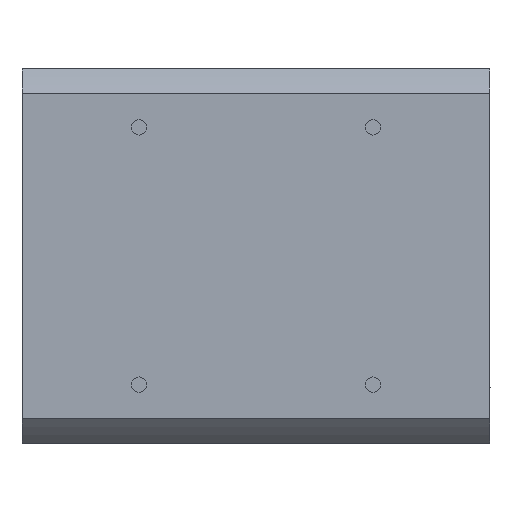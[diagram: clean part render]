
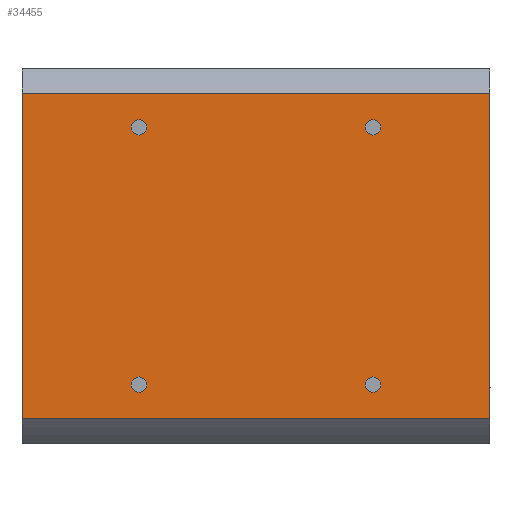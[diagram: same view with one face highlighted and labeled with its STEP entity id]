
A CAD part, front view. The second image highlights one B-rep face of the part: STEP entity #34455.
In plain terms, the highlighted planar face has unit normal (0, -1, 0).
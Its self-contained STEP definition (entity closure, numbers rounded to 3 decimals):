
#1573 = DIRECTION ( 'NONE',  ( 0., 0., -1. ) ) ;
#2351 = AXIS2_PLACEMENT_3D ( 'NONE', #35266, #5383, #56485 ) ;
#2892 = FACE_BOUND ( 'NONE', #58729, .T. ) ;
#2954 = EDGE_LOOP ( 'NONE', ( #32806, #51950 ) ) ;
#3809 = CARTESIAN_POINT ( 'NONE',  ( 75.095, -40., 27.5 ) ) ;
#5215 = FACE_BOUND ( 'NONE', #2954, .T. ) ;
#5383 = DIRECTION ( 'NONE',  ( 0., 1., 0. ) ) ;
#6764 = VERTEX_POINT ( 'NONE', #45468 ) ;
#8209 = VERTEX_POINT ( 'NONE', #54066 ) ;
#8296 = VERTEX_POINT ( 'NONE', #70402 ) ;
#8360 = CARTESIAN_POINT ( 'NONE',  ( 100.095, -40., -34.771 ) ) ;
#9079 = LINE ( 'NONE', #8360, #63069 ) ;
#9215 = DIRECTION ( 'NONE',  ( 1., 0., 0. ) ) ;
#9311 = DIRECTION ( 'NONE',  ( 0., 0., 1. ) ) ;
#11853 = DIRECTION ( 'NONE',  ( 0., 1., 0. ) ) ;
#12522 = VECTOR ( 'NONE', #1573, 1000. ) ;
#12970 = CIRCLE ( 'NONE', #23897, 1.65 ) ;
#12989 = EDGE_CURVE ( 'NONE', #18103, #46676, #91903, .T. ) ;
#14379 = CARTESIAN_POINT ( 'NONE',  ( 0.095, -40., 34.771 ) ) ;
#14694 = DIRECTION ( 'NONE',  ( 0., -1., 0. ) ) ;
#15334 = VERTEX_POINT ( 'NONE', #37216 ) ;
#15642 = DIRECTION ( 'NONE',  ( 0., 0., -1. ) ) ;
#16390 = DIRECTION ( 'NONE',  ( 0., 1., 0. ) ) ;
#17444 = CARTESIAN_POINT ( 'NONE',  ( 75.095, -40., 25.85 ) ) ;
#18103 = VERTEX_POINT ( 'NONE', #19149 ) ;
#18213 = CARTESIAN_POINT ( 'NONE',  ( 75.095, -40., 27.5 ) ) ;
#18606 = DIRECTION ( 'NONE',  ( 0., 0., 1. ) ) ;
#18879 = EDGE_CURVE ( 'NONE', #8296, #86486, #73756, .T. ) ;
#19149 = CARTESIAN_POINT ( 'NONE',  ( 25.095, -40., -25.85 ) ) ;
#21603 = CIRCLE ( 'NONE', #49132, 1.65 ) ;
#22426 = EDGE_CURVE ( 'NONE', #8209, #52284, #71263, .T. ) ;
#22610 = LINE ( 'NONE', #63569, #78957 ) ;
#22825 = LINE ( 'NONE', #82551, #12522 ) ;
#23897 = AXIS2_PLACEMENT_3D ( 'NONE', #3809, #47226, #18606 ) ;
#24055 = EDGE_CURVE ( 'NONE', #77346, #86944, #21603, .T. ) ;
#25207 = DIRECTION ( 'NONE',  ( 0., 0., -1. ) ) ;
#25586 = DIRECTION ( 'NONE',  ( 0., 0., -1. ) ) ;
#26310 = CARTESIAN_POINT ( 'NONE',  ( 75.095, -40., -27.5 ) ) ;
#28789 = VECTOR ( 'NONE', #9215, 1000. ) ;
#29134 = AXIS2_PLACEMENT_3D ( 'NONE', #18213, #69580, #25586 ) ;
#30346 = AXIS2_PLACEMENT_3D ( 'NONE', #35434, #43472, #42849 ) ;
#30511 = DIRECTION ( 'NONE',  ( -1., 0., 0. ) ) ;
#31052 = AXIS2_PLACEMENT_3D ( 'NONE', #68886, #69823, #25207 ) ;
#32806 = ORIENTED_EDGE ( 'NONE', *, *, #43895, .T. ) ;
#33562 = CARTESIAN_POINT ( 'NONE',  ( 75.095, -40., -25.85 ) ) ;
#34180 = CARTESIAN_POINT ( 'NONE',  ( 25.095, -40., -27.5 ) ) ;
#34218 = EDGE_CURVE ( 'NONE', #86944, #77346, #92619, .T. ) ;
#34455 = ADVANCED_FACE ( 'NONE', ( #48934, #5215, #81063, #61518, #2892 ), #58725, .T. ) ;
#35266 = CARTESIAN_POINT ( 'NONE',  ( 25.095, -40., 27.5 ) ) ;
#35434 = CARTESIAN_POINT ( 'NONE',  ( 25.095, -40., 27.5 ) ) ;
#37040 = EDGE_CURVE ( 'NONE', #8209, #84487, #22610, .T. ) ;
#37216 = CARTESIAN_POINT ( 'NONE',  ( 75.095, -40., 29.15 ) ) ;
#37489 = CARTESIAN_POINT ( 'NONE',  ( 100.095, -40., -40. ) ) ;
#37977 = AXIS2_PLACEMENT_3D ( 'NONE', #34180, #40624, #71110 ) ;
#39011 = EDGE_CURVE ( 'NONE', #15334, #76598, #12970, .T. ) ;
#40624 = DIRECTION ( 'NONE',  ( 0., 1., 0. ) ) ;
#42849 = DIRECTION ( 'NONE',  ( 0., 0., -1. ) ) ;
#43472 = DIRECTION ( 'NONE',  ( 0., 1., 0. ) ) ;
#43895 = EDGE_CURVE ( 'NONE', #76598, #15334, #76193, .T. ) ;
#45468 = CARTESIAN_POINT ( 'NONE',  ( 100.095, -40., -34.771 ) ) ;
#46676 = VERTEX_POINT ( 'NONE', #77013 ) ;
#47226 = DIRECTION ( 'NONE',  ( 0., 1., 0. ) ) ;
#47791 = EDGE_LOOP ( 'NONE', ( #69683, #56830 ) ) ;
#48934 = FACE_OUTER_BOUND ( 'NONE', #54027, .T. ) ;
#49132 = AXIS2_PLACEMENT_3D ( 'NONE', #60056, #16390, #9311 ) ;
#49740 = ORIENTED_EDGE ( 'NONE', *, *, #84364, .F. ) ;
#50639 = ORIENTED_EDGE ( 'NONE', *, *, #91678, .F. ) ;
#51950 = ORIENTED_EDGE ( 'NONE', *, *, #39011, .T. ) ;
#52284 = VERTEX_POINT ( 'NONE', #90065 ) ;
#54027 = EDGE_LOOP ( 'NONE', ( #49740, #50639, #74748, #85515 ) ) ;
#54066 = CARTESIAN_POINT ( 'NONE',  ( 0.095, -40., 34.771 ) ) ;
#56485 = DIRECTION ( 'NONE',  ( 0., 0., 1. ) ) ;
#56830 = ORIENTED_EDGE ( 'NONE', *, *, #24055, .T. ) ;
#58725 = PLANE ( 'NONE',  #68640 ) ;
#58729 = EDGE_LOOP ( 'NONE', ( #85552, #85729 ) ) ;
#60056 = CARTESIAN_POINT ( 'NONE',  ( 75.095, -40., -27.5 ) ) ;
#60061 = AXIS2_PLACEMENT_3D ( 'NONE', #26310, #11853, #78015 ) ;
#60788 = CIRCLE ( 'NONE', #2351, 1.65 ) ;
#61518 = FACE_BOUND ( 'NONE', #47791, .T. ) ;
#63069 = VECTOR ( 'NONE', #30511, 1000. ) ;
#63569 = CARTESIAN_POINT ( 'NONE',  ( 0.095, -40., 34.771 ) ) ;
#64381 = ORIENTED_EDGE ( 'NONE', *, *, #12989, .T. ) ;
#65494 = CARTESIAN_POINT ( 'NONE',  ( 75.095, -40., -29.15 ) ) ;
#68640 = AXIS2_PLACEMENT_3D ( 'NONE', #37489, #14694, #15642 ) ;
#68886 = CARTESIAN_POINT ( 'NONE',  ( 25.095, -40., -27.5 ) ) ;
#69046 = EDGE_CURVE ( 'NONE', #86486, #8296, #60788, .T. ) ;
#69580 = DIRECTION ( 'NONE',  ( 0., 1., 0. ) ) ;
#69683 = ORIENTED_EDGE ( 'NONE', *, *, #34218, .T. ) ;
#69823 = DIRECTION ( 'NONE',  ( 0., 1., 0. ) ) ;
#70402 = CARTESIAN_POINT ( 'NONE',  ( 25.095, -40., 25.85 ) ) ;
#71110 = DIRECTION ( 'NONE',  ( 0., 0., 1. ) ) ;
#71263 = LINE ( 'NONE', #14379, #28789 ) ;
#71267 = DIRECTION ( 'NONE',  ( 0., 0., -1. ) ) ;
#72348 = CARTESIAN_POINT ( 'NONE',  ( 25.095, -40., 29.15 ) ) ;
#73756 = CIRCLE ( 'NONE', #30346, 1.65 ) ;
#74748 = ORIENTED_EDGE ( 'NONE', *, *, #22426, .F. ) ;
#76193 = CIRCLE ( 'NONE', #29134, 1.65 ) ;
#76598 = VERTEX_POINT ( 'NONE', #17444 ) ;
#77013 = CARTESIAN_POINT ( 'NONE',  ( 25.095, -40., -29.15 ) ) ;
#77108 = EDGE_CURVE ( 'NONE', #46676, #18103, #84561, .T. ) ;
#77346 = VERTEX_POINT ( 'NONE', #33562 ) ;
#78015 = DIRECTION ( 'NONE',  ( 0., 0., -1. ) ) ;
#78957 = VECTOR ( 'NONE', #71267, 1000. ) ;
#81063 = FACE_BOUND ( 'NONE', #90763, .T. ) ;
#82551 = CARTESIAN_POINT ( 'NONE',  ( 100.095, -40., 34.771 ) ) ;
#84364 = EDGE_CURVE ( 'NONE', #6764, #84487, #9079, .T. ) ;
#84487 = VERTEX_POINT ( 'NONE', #84775 ) ;
#84561 = CIRCLE ( 'NONE', #31052, 1.65 ) ;
#84775 = CARTESIAN_POINT ( 'NONE',  ( 0.095, -40., -34.771 ) ) ;
#85515 = ORIENTED_EDGE ( 'NONE', *, *, #37040, .T. ) ;
#85552 = ORIENTED_EDGE ( 'NONE', *, *, #18879, .T. ) ;
#85729 = ORIENTED_EDGE ( 'NONE', *, *, #69046, .T. ) ;
#86486 = VERTEX_POINT ( 'NONE', #72348 ) ;
#86944 = VERTEX_POINT ( 'NONE', #65494 ) ;
#90065 = CARTESIAN_POINT ( 'NONE',  ( 100.095, -40., 34.771 ) ) ;
#90763 = EDGE_LOOP ( 'NONE', ( #94537, #64381 ) ) ;
#91678 = EDGE_CURVE ( 'NONE', #52284, #6764, #22825, .T. ) ;
#91903 = CIRCLE ( 'NONE', #37977, 1.65 ) ;
#92619 = CIRCLE ( 'NONE', #60061, 1.65 ) ;
#94537 = ORIENTED_EDGE ( 'NONE', *, *, #77108, .T. ) ;
